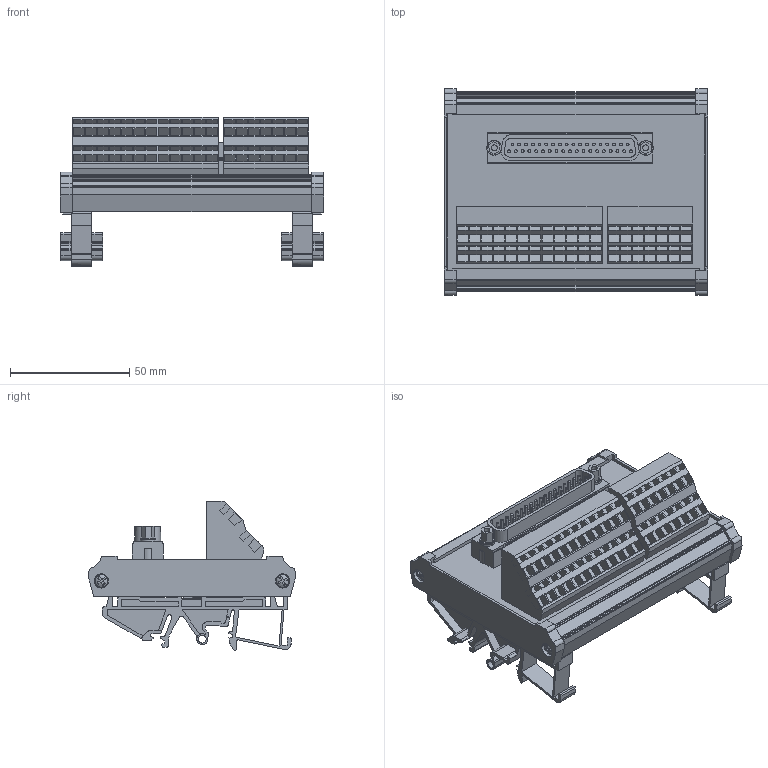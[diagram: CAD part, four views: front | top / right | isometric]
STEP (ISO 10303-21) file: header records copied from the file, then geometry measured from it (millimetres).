
FILE_DESCRIPTION(('CATIA V5R22 STEP214','CAx-IF Rec.Pracs.--- Model Styling and Organization---1.4--- 2014-01-23'),'2;1');
FILE_NAME ('032163-1_0', '2021-09-13T15:53:37+00:00', ('Weidmueller Interface'), ('Weidmueller'), 'CATIA Version 5-6 Release 2016 SP3 HF44', 'CATIA V5 STEP AP214', 'none');
FILE_SCHEMA(('AUTOMOTIVE_DESIGN { 1 0 10303 214 1 1 1 1 }'));
Products named in the file (1): 8537240000 _RS SD37 SZ
Bounding box: 110.5 x 86.4 x 62.65 mm (x, y, z)
Volume: 106153.8 mm3; surface area: 88413.8 mm2
Topology: 1 solids, 7 shells, 1747 faces, 4896 edges, 3243 vertices
Faces by surface type: plane 1265, cylinder 441, bspline 19, torus 14, sphere 8
Entity records: 59932 total; most frequent: CARTESIAN_POINT 13798, ORIENTED_EDGE 9792, DIRECTION 7930, EDGE_CURVE 4896, VECTOR 3730, LINE 3730, VERTEX_POINT 3243, AXIS2_PLACEMENT_3D 2475
